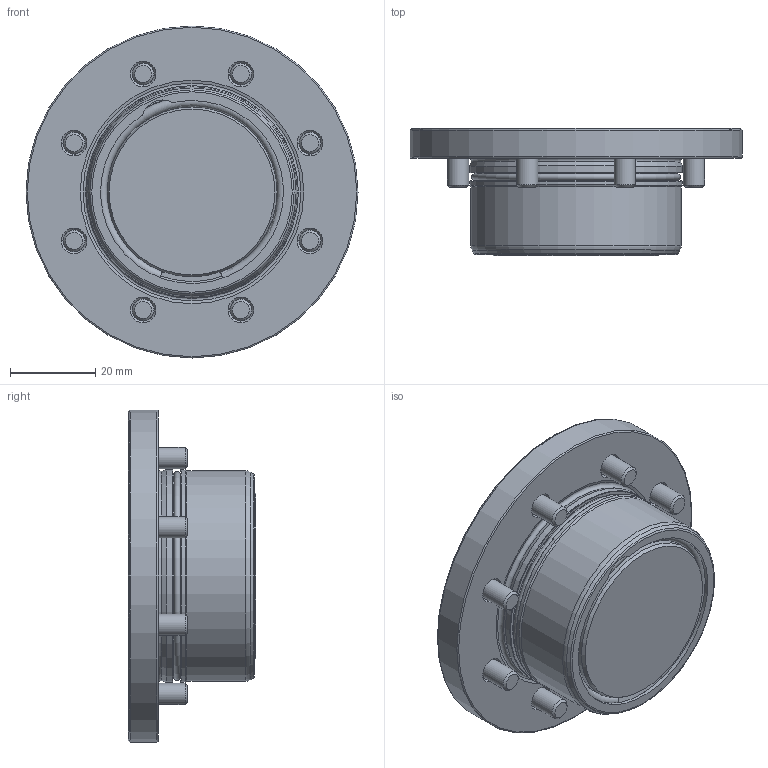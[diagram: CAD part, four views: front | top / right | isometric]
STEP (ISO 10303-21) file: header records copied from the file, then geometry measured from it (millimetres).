
FILE_DESCRIPTION (( 'STEP AP214' ), '1' );
FILE_NAME ('STARK_8000 002_B.STEP', '2019-03-19T13:06:39', ( '' ), ( '' ), 'SwSTEP 2.0', 'SolidWorks 2017', '' );
FILE_SCHEMA (( 'AUTOMOTIVE_DESIGN' ));
Length unit declared in the file: millimetre
Products named in the file (1): STARK_8000 002_B
Bounding box: 78 x 29.85 x 78 mm (x, y, z)
Volume: 68134.1 mm3; surface area: 21514.9 mm2
Topology: 1 solids, 1 shells, 384 faces, 896 edges, 562 vertices
Faces by surface type: plane 173, cone 69, cylinder 67, torus 51, bspline 12, sphere 12
Full cylindrical faces by diameter (mm): 5 x8, 5.2 x8, 8.5 x8, 9 x8, 26 x2, 26.2 x1, 39.9 x1, 45.064 x1, 49.4 x1, 49.9 x1, 50 x1, 78 x1
Entity records: 14748 total; most frequent: CARTESIAN_POINT 4177, DIRECTION 1592, ORIENTED_EDGE 1440, EDGE_CURVE 720, AXIS2_PLACEMENT_3D 651, EDGE_LOOP 568, VERTEX_POINT 522, FACE_OUTER_BOUND 463
